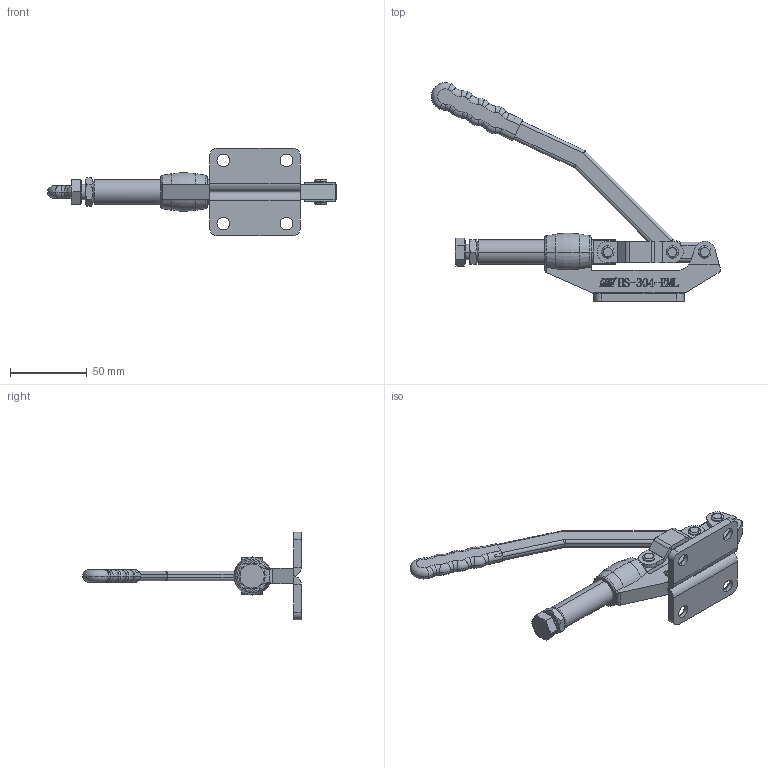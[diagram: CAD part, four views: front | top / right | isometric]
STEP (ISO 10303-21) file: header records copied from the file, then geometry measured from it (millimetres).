
FILE_DESCRIPTION (( 'STEP AP203' ), '1' );
FILE_NAME ('HS-304-EML 装配体.STEP', '2018-12-07T06:37:13', ( 'PCOS' ), ( '微软中国' ), 'SwSTEP 2.0', 'SolidWorks 2012', '' );
FILE_SCHEMA (( 'CONFIG_CONTROL_DESIGN' ));
Length unit declared in the file: millimetre
Products named in the file (10): HS-304-EML 蚾饜极; hex thin nuts-grades ab-chamfered gb_GB_FASTENER_NUT_STNAB M10-N; hexagon head bolts-full thread gb_GB_FASTENER_BOLT_STBAB A M10X40-N; 挴裝; 种2; 种1; 忒梟; 忒參; 蟀裝; 菁釱
Assembly tree (11 placements, depth 2):
  HS-304-EML 蚾饜极
    菁釱
    蟀裝  x2
    忒參
    忒梟
    种1  x2
    种2
    挴裝
    hexagon head bolts-full thread gb_GB_FASTENER_BOLT_STBAB A M10X40-N
    hex thin nuts-grades ab-chamfered gb_GB_FASTENER_NUT_STNAB M10-N
Bounding box: 188.12 x 142.22 x 57.2 mm (x, y, z)
Volume: 80713.5 mm3; surface area: 39596.5 mm2
Topology: 11 solids, 11 shells, 787 faces, 2016 edges, 1287 vertices
Faces by surface type: plane 387, cylinder 148, bspline 138, torus 74, cone 38, sphere 2
Entity records: 29082 total; most frequent: CARTESIAN_POINT 10666, ORIENTED_EDGE 3800, DIRECTION 3248, EDGE_CURVE 1900, VERTEX_POINT 1223, LINE 1114, VECTOR 1114, AXIS2_PLACEMENT_3D 1067
